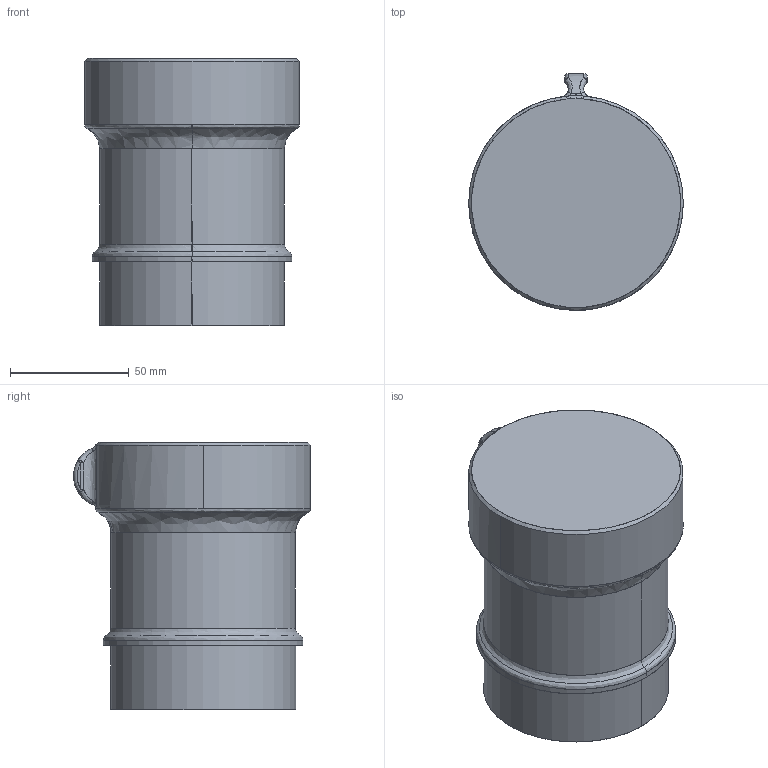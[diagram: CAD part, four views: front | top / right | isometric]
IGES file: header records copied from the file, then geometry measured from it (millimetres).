
Start section: SolidWorks IGES file using analytic representation for surfaces
Global section: file name: 282-B.IGS; native system: SolidWorks 2019; preprocessor: SolidWorks 2019; author: tmott; date: 200903.101909; units: millimetre
Bounding box: 90.47 x 99.9 x 112.71 mm (x, y, z)
Surface area: 42061.8 mm2 (no closed solid volume)
Topology: 0 solids, 0 shells, 49 faces, 566 edges, 562 vertices
Faces by surface type: bspline 32, revolution 17
